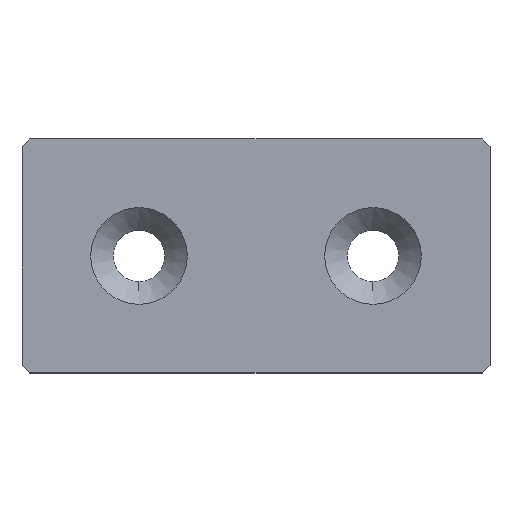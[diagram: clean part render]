
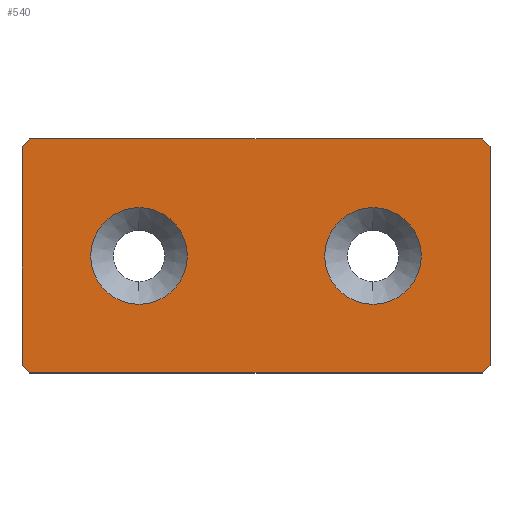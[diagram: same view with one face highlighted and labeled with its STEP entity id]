
A CAD part, top view. The second image highlights one B-rep face of the part: STEP entity #540.
In plain terms, the highlighted planar face has unit normal (0, 0, 1).
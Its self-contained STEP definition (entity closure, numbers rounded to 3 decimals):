
#6 = CARTESIAN_POINT ( 'NONE',  ( -29., -15., 3. ) ) ;
#7 = VECTOR ( 'NONE', #19, 1000. ) ;
#9 = ORIENTED_EDGE ( 'NONE', *, *, #178, .T. ) ;
#19 = DIRECTION ( 'NONE',  ( 0.707, -0.707, 0. ) ) ;
#25 = EDGE_CURVE ( 'NONE', #44, #366, #213, .T. ) ;
#37 = FACE_BOUND ( 'NONE', #479, .T. ) ;
#41 = CARTESIAN_POINT ( 'NONE',  ( -15., 0., 3. ) ) ;
#42 = VECTOR ( 'NONE', #257, 1000. ) ;
#44 = VERTEX_POINT ( 'NONE', #6 ) ;
#46 = DIRECTION ( 'NONE',  ( -1., 0., 0. ) ) ;
#53 = CARTESIAN_POINT ( 'NONE',  ( 29., 15., 3. ) ) ;
#60 = VERTEX_POINT ( 'NONE', #53 ) ;
#61 = EDGE_CURVE ( 'NONE', #526, #492, #416, .T. ) ;
#63 = CARTESIAN_POINT ( 'NONE',  ( -15., 0., 3. ) ) ;
#65 = CARTESIAN_POINT ( 'NONE',  ( 30., -14., 3. ) ) ;
#67 = CARTESIAN_POINT ( 'NONE',  ( -29., 15., 3. ) ) ;
#81 = VECTOR ( 'NONE', #46, 1000. ) ;
#101 = CARTESIAN_POINT ( 'NONE',  ( -30., 14., 3. ) ) ;
#102 = LINE ( 'NONE', #150, #115 ) ;
#110 = CARTESIAN_POINT ( 'NONE',  ( 15., 0., 3. ) ) ;
#115 = VECTOR ( 'NONE', #458, 1000. ) ;
#120 = DIRECTION ( 'NONE',  ( -0.707, -0.707, 0. ) ) ;
#133 = EDGE_CURVE ( 'NONE', #649, #603, #273, .T. ) ;
#139 = VECTOR ( 'NONE', #206, 1000. ) ;
#140 = CARTESIAN_POINT ( 'NONE',  ( -30., 15., 3. ) ) ;
#146 = DIRECTION ( 'NONE',  ( 0., 0., -1. ) ) ;
#150 = CARTESIAN_POINT ( 'NONE',  ( -29., -15., 3. ) ) ;
#155 = FACE_BOUND ( 'NONE', #556, .T. ) ;
#160 = CARTESIAN_POINT ( 'NONE',  ( 30., -15., 3. ) ) ;
#167 = CARTESIAN_POINT ( 'NONE',  ( 29., 15., 3. ) ) ;
#178 = EDGE_CURVE ( 'NONE', #184, #268, #304, .T. ) ;
#184 = VERTEX_POINT ( 'NONE', #621 ) ;
#188 = LINE ( 'NONE', #584, #464 ) ;
#190 = LINE ( 'NONE', #65, #321 ) ;
#192 = DIRECTION ( 'NONE',  ( -1., 0., 0. ) ) ;
#195 = CARTESIAN_POINT ( 'NONE',  ( 29., -15., 3. ) ) ;
#201 = LINE ( 'NONE', #167, #7 ) ;
#206 = DIRECTION ( 'NONE',  ( 0.707, 0.707, 0. ) ) ;
#207 = DIRECTION ( 'NONE',  ( 1., 0., 0. ) ) ;
#210 = DIRECTION ( 'NONE',  ( 0., -1., 0. ) ) ;
#213 = LINE ( 'NONE', #311, #625 ) ;
#234 = EDGE_CURVE ( 'NONE', #526, #366, #190, .T. ) ;
#242 = LINE ( 'NONE', #413, #81 ) ;
#244 = PLANE ( 'NONE',  #470 ) ;
#247 = AXIS2_PLACEMENT_3D ( 'NONE', #110, #510, #469 ) ;
#257 = DIRECTION ( 'NONE',  ( 0., 1., 0. ) ) ;
#268 = VERTEX_POINT ( 'NONE', #324 ) ;
#273 = CIRCLE ( 'NONE', #247, 6.2 ) ;
#278 = EDGE_CURVE ( 'NONE', #60, #492, #201, .T. ) ;
#304 = CIRCLE ( 'NONE', #437, 6.2 ) ;
#311 = CARTESIAN_POINT ( 'NONE',  ( -30., -15., 3. ) ) ;
#312 = DIRECTION ( 'NONE',  ( 0., -1., 0. ) ) ;
#321 = VECTOR ( 'NONE', #120, 1000. ) ;
#324 = CARTESIAN_POINT ( 'NONE',  ( -15., -6.2, 3. ) ) ;
#333 = DIRECTION ( 'NONE',  ( 0., -1., 0. ) ) ;
#340 = ORIENTED_EDGE ( 'NONE', *, *, #133, .T. ) ;
#349 = ORIENTED_EDGE ( 'NONE', *, *, #488, .T. ) ;
#366 = VERTEX_POINT ( 'NONE', #195 ) ;
#373 = ORIENTED_EDGE ( 'NONE', *, *, #377, .T. ) ;
#374 = DIRECTION ( 'NONE',  ( 0., 0., -1. ) ) ;
#377 = EDGE_CURVE ( 'NONE', #603, #649, #422, .T. ) ;
#389 = FACE_OUTER_BOUND ( 'NONE', #456, .T. ) ;
#393 = EDGE_CURVE ( 'NONE', #60, #651, #242, .T. ) ;
#399 = EDGE_CURVE ( 'NONE', #569, #651, #623, .T. ) ;
#405 = DIRECTION ( 'NONE',  ( 0., 0., -1. ) ) ;
#413 = CARTESIAN_POINT ( 'NONE',  ( -30., 15., 3. ) ) ;
#416 = LINE ( 'NONE', #160, #42 ) ;
#422 = CIRCLE ( 'NONE', #497, 6.2 ) ;
#425 = ORIENTED_EDGE ( 'NONE', *, *, #399, .F. ) ;
#437 = AXIS2_PLACEMENT_3D ( 'NONE', #63, #374, #210 ) ;
#444 = EDGE_CURVE ( 'NONE', #44, #457, #102, .T. ) ;
#450 = ORIENTED_EDGE ( 'NONE', *, *, #61, .T. ) ;
#456 = EDGE_LOOP ( 'NONE', ( #537, #450, #534, #618, #425, #496, #586, #505 ) ) ;
#457 = VERTEX_POINT ( 'NONE', #644 ) ;
#458 = DIRECTION ( 'NONE',  ( -0.707, 0.707, 0. ) ) ;
#464 = VECTOR ( 'NONE', #333, 1000. ) ;
#469 = DIRECTION ( 'NONE',  ( 0., -1., 0. ) ) ;
#470 = AXIS2_PLACEMENT_3D ( 'NONE', #140, #146, #192 ) ;
#476 = CIRCLE ( 'NONE', #528, 6.2 ) ;
#479 = EDGE_LOOP ( 'NONE', ( #340, #373 ) ) ;
#484 = DIRECTION ( 'NONE',  ( 0., 0., -1. ) ) ;
#488 = EDGE_CURVE ( 'NONE', #268, #184, #476, .T. ) ;
#492 = VERTEX_POINT ( 'NONE', #494 ) ;
#494 = CARTESIAN_POINT ( 'NONE',  ( 30., 14., 3. ) ) ;
#496 = ORIENTED_EDGE ( 'NONE', *, *, #655, .T. ) ;
#497 = AXIS2_PLACEMENT_3D ( 'NONE', #530, #484, #312 ) ;
#505 = ORIENTED_EDGE ( 'NONE', *, *, #25, .T. ) ;
#510 = DIRECTION ( 'NONE',  ( 0., 0., -1. ) ) ;
#526 = VERTEX_POINT ( 'NONE', #549 ) ;
#528 = AXIS2_PLACEMENT_3D ( 'NONE', #41, #405, #596 ) ;
#530 = CARTESIAN_POINT ( 'NONE',  ( 15., 0., 3. ) ) ;
#534 = ORIENTED_EDGE ( 'NONE', *, *, #278, .F. ) ;
#537 = ORIENTED_EDGE ( 'NONE', *, *, #234, .F. ) ;
#540 = ADVANCED_FACE ( 'NONE', ( #155, #37, #389 ), #244, .F. ) ;
#549 = CARTESIAN_POINT ( 'NONE',  ( 30., -14., 3. ) ) ;
#556 = EDGE_LOOP ( 'NONE', ( #349, #9 ) ) ;
#569 = VERTEX_POINT ( 'NONE', #656 ) ;
#582 = CARTESIAN_POINT ( 'NONE',  ( 15., 6.2, 3. ) ) ;
#583 = CARTESIAN_POINT ( 'NONE',  ( 15., -6.2, 3. ) ) ;
#584 = CARTESIAN_POINT ( 'NONE',  ( -30., -15., 3. ) ) ;
#586 = ORIENTED_EDGE ( 'NONE', *, *, #444, .F. ) ;
#596 = DIRECTION ( 'NONE',  ( 0., -1., 0. ) ) ;
#603 = VERTEX_POINT ( 'NONE', #582 ) ;
#618 = ORIENTED_EDGE ( 'NONE', *, *, #393, .T. ) ;
#621 = CARTESIAN_POINT ( 'NONE',  ( -15., 6.2, 3. ) ) ;
#623 = LINE ( 'NONE', #101, #139 ) ;
#625 = VECTOR ( 'NONE', #207, 1000. ) ;
#644 = CARTESIAN_POINT ( 'NONE',  ( -30., -14., 3. ) ) ;
#649 = VERTEX_POINT ( 'NONE', #583 ) ;
#651 = VERTEX_POINT ( 'NONE', #67 ) ;
#655 = EDGE_CURVE ( 'NONE', #569, #457, #188, .T. ) ;
#656 = CARTESIAN_POINT ( 'NONE',  ( -30., 14., 3. ) ) ;
